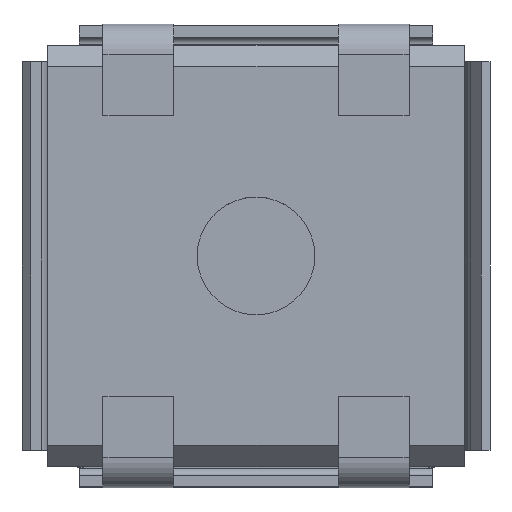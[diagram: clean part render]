
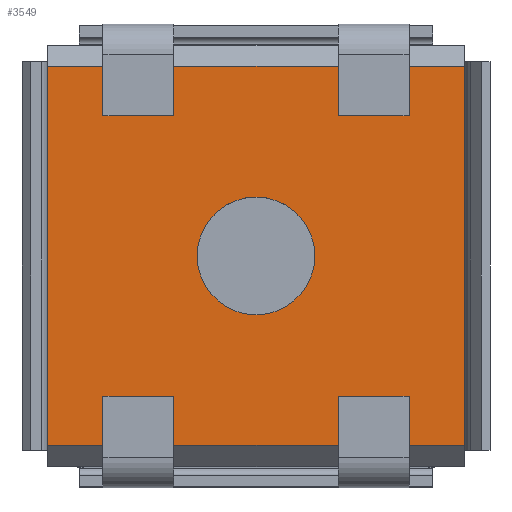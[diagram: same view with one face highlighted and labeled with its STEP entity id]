
A CAD part, top view. The second image highlights one B-rep face of the part: STEP entity #3549.
In plain terms, the highlighted planar face has unit normal (0, 0, 1).
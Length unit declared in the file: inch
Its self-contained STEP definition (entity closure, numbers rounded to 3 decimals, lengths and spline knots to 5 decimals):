
#653=DIRECTION('',(0.,1.,0.));
#654=VECTOR('',#653,0.161);
#655=CARTESIAN_POINT('',(-0.2345,-0.0805,0.04));
#656=LINE('',#655,#654);
#657=DIRECTION('',(-1.,0.,0.));
#658=VECTOR('',#657,0.177);
#659=CARTESIAN_POINT('',(-0.0575,-0.0805,0.04));
#660=LINE('',#659,#658);
#661=CARTESIAN_POINT('',(-0.146,0.,0.04));
#662=DIRECTION('',(0.,0.,1.));
#663=DIRECTION('',(1.,0.,0.));
#664=AXIS2_PLACEMENT_3D('',#661,#662,#663);
#666=CARTESIAN_POINT('',(-0.146,0.,0.04));
#667=DIRECTION('',(0.,0.,1.));
#668=DIRECTION('',(-1.,0.,0.));
#669=AXIS2_PLACEMENT_3D('',#666,#667,#668);
#671=DIRECTION('',(-1.,0.,0.));
#672=VECTOR('',#671,0.177);
#673=CARTESIAN_POINT('',(-0.0575,0.0805,0.04));
#674=LINE('',#673,#672);
#695=DIRECTION('',(0.,1.,0.));
#696=VECTOR('',#695,0.161);
#697=CARTESIAN_POINT('',(-0.0575,-0.0805,0.04));
#698=LINE('',#697,#696);
#2429=CARTESIAN_POINT('',(-0.0575,-0.0805,0.04));
#2430=CARTESIAN_POINT('',(-0.2345,-0.0805,0.04));
#2431=VERTEX_POINT('',#2429);
#2432=VERTEX_POINT('',#2430);
#2433=CARTESIAN_POINT('',(-0.2345,0.0805,0.04));
#2434=VERTEX_POINT('',#2433);
#2435=CARTESIAN_POINT('',(-0.0575,0.0805,0.04));
#2436=VERTEX_POINT('',#2435);
#2437=CARTESIAN_POINT('',(-0.121,0.,0.04));
#2438=CARTESIAN_POINT('',(-0.171,0.,0.04));
#2439=VERTEX_POINT('',#2437);
#2440=VERTEX_POINT('',#2438);
#3530=CARTESIAN_POINT('',(-0.146,0.,0.04));
#3531=DIRECTION('',(0.,0.,1.));
#3532=DIRECTION('',(1.,0.,0.));
#3533=AXIS2_PLACEMENT_3D('',#3530,#3531,#3532);
#3534=PLANE('',#3533);
#3535=ORIENTED_EDGE('',*,*,#2960,.T.);
#3537=ORIENTED_EDGE('',*,*,#3536,.F.);
#3539=ORIENTED_EDGE('',*,*,#3538,.F.);
#3540=ORIENTED_EDGE('',*,*,#3521,.T.);
#3541=EDGE_LOOP('',(#3535,#3537,#3539,#3540));
#3542=FACE_OUTER_BOUND('',#3541,.F.);
#3544=ORIENTED_EDGE('',*,*,#3543,.T.);
#3546=ORIENTED_EDGE('',*,*,#3545,.T.);
#3547=EDGE_LOOP('',(#3544,#3546));
#3548=FACE_BOUND('',#3547,.F.);
#3549=ADVANCED_FACE('',(#3542,#3548),#3534,.T.);
#665=CIRCLE('',#664,0.025);
#670=CIRCLE('',#669,0.025);
#2960=EDGE_CURVE('',#2432,#2434,#656,.T.);
#3521=EDGE_CURVE('',#2431,#2432,#660,.T.);
#3536=EDGE_CURVE('',#2436,#2434,#674,.T.);
#3538=EDGE_CURVE('',#2431,#2436,#698,.T.);
#3543=EDGE_CURVE('',#2439,#2440,#665,.T.);
#3545=EDGE_CURVE('',#2440,#2439,#670,.T.);
